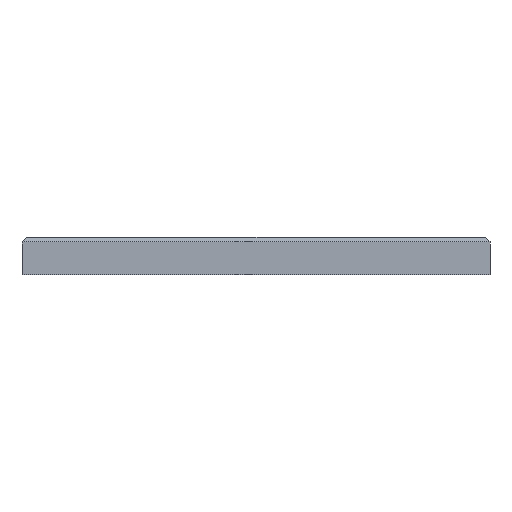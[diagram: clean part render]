
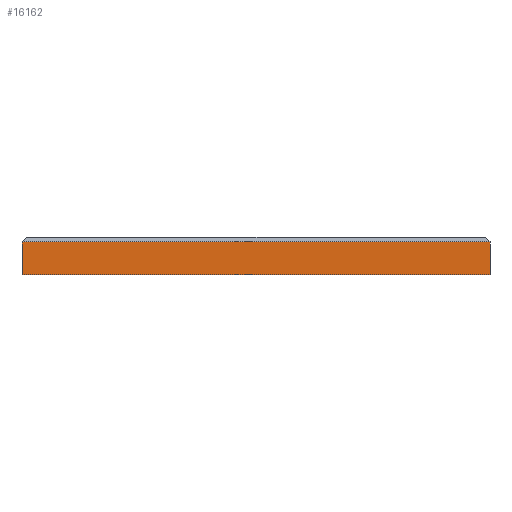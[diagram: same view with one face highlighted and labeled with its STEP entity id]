
A CAD part, left-side view. The second image highlights one B-rep face of the part: STEP entity #16162.
In plain terms, the highlighted planar face has unit normal (-1, 0, 0).
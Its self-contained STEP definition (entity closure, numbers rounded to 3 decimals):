
#722 = ORIENTED_EDGE ( 'NONE', *, *, #12999, .F. ) ;
#1113 = LINE ( 'NONE', #9535, #9043 ) ;
#1166 = VECTOR ( 'NONE', #12593, 1000. ) ;
#1240 = VERTEX_POINT ( 'NONE', #7017 ) ;
#1827 = EDGE_CURVE ( 'NONE', #7141, #14068, #1113, .T. ) ;
#1867 = DIRECTION ( 'NONE',  ( 0., 0., 1. ) ) ;
#3248 = PLANE ( 'NONE',  #3645 ) ;
#3645 = AXIS2_PLACEMENT_3D ( 'NONE', #7607, #4659, #1867 ) ;
#4659 = DIRECTION ( 'NONE',  ( -1., 0., 0. ) ) ;
#5002 = EDGE_CURVE ( 'NONE', #1240, #11259, #18666, .T. ) ;
#5766 = CARTESIAN_POINT ( 'NONE',  ( -50., 50., 7. ) ) ;
#6747 = CARTESIAN_POINT ( 'NONE',  ( -50., -50., 8. ) ) ;
#6999 = DIRECTION ( 'NONE',  ( 0., 1., 0. ) ) ;
#7017 = CARTESIAN_POINT ( 'NONE',  ( -50., -50., 7. ) ) ;
#7141 = VERTEX_POINT ( 'NONE', #15621 ) ;
#7607 = CARTESIAN_POINT ( 'NONE',  ( -50., -50., 8. ) ) ;
#8308 = ORIENTED_EDGE ( 'NONE', *, *, #5002, .T. ) ;
#9043 = VECTOR ( 'NONE', #15286, 1000. ) ;
#9535 = CARTESIAN_POINT ( 'NONE',  ( -50., -50., 0. ) ) ;
#9630 = ORIENTED_EDGE ( 'NONE', *, *, #1827, .F. ) ;
#11220 = DIRECTION ( 'NONE',  ( 0., 0., -1. ) ) ;
#11259 = VERTEX_POINT ( 'NONE', #15476 ) ;
#12593 = DIRECTION ( 'NONE',  ( 0., 0., -1. ) ) ;
#12842 = VECTOR ( 'NONE', #6999, 1000. ) ;
#12999 = EDGE_CURVE ( 'NONE', #1240, #7141, #14838, .T. ) ;
#13552 = EDGE_LOOP ( 'NONE', ( #722, #8308, #14596, #9630 ) ) ;
#14068 = VERTEX_POINT ( 'NONE', #15527 ) ;
#14596 = ORIENTED_EDGE ( 'NONE', *, *, #17246, .T. ) ;
#14838 = LINE ( 'NONE', #6747, #16250 ) ;
#14959 = LINE ( 'NONE', #18507, #1166 ) ;
#15286 = DIRECTION ( 'NONE',  ( 0., 1., 0. ) ) ;
#15476 = CARTESIAN_POINT ( 'NONE',  ( -50., 50., 7. ) ) ;
#15527 = CARTESIAN_POINT ( 'NONE',  ( -50., 50., 0. ) ) ;
#15621 = CARTESIAN_POINT ( 'NONE',  ( -50., -50., 0. ) ) ;
#16162 = ADVANCED_FACE ( 'NONE', ( #19130 ), #3248, .T. ) ;
#16250 = VECTOR ( 'NONE', #11220, 1000. ) ;
#17246 = EDGE_CURVE ( 'NONE', #11259, #14068, #14959, .T. ) ;
#18507 = CARTESIAN_POINT ( 'NONE',  ( -50., 50., 8. ) ) ;
#18666 = LINE ( 'NONE', #5766, #12842 ) ;
#19130 = FACE_OUTER_BOUND ( 'NONE', #13552, .T. ) ;
